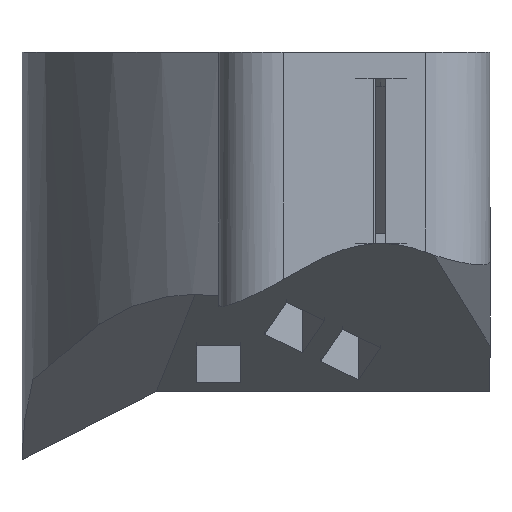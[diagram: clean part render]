
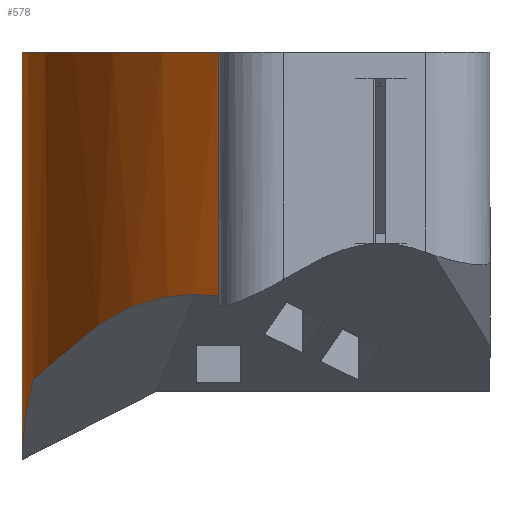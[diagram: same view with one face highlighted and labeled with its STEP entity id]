
A CAD part, left-side view. The second image highlights one B-rep face of the part: STEP entity #578.
In plain terms, the highlighted cylindrical face has radius 20.5 mm (diameter 41 mm), a partial arc.
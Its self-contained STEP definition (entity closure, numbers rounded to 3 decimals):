
#15 = ORIENTED_EDGE ( 'NONE', *, *, #1706, .F. ) ;
#23 = CARTESIAN_POINT ( 'NONE',  ( -20.371, -7.164, 12.625 ) ) ;
#42 = CARTESIAN_POINT ( 'NONE',  ( -17.616, -7.589, 14.681 ) ) ;
#61 =( BOUNDED_CURVE ( )  B_SPLINE_CURVE ( 3, ( #494, #42, #983, #23 ),
 .UNSPECIFIED., .F., .T. ) 
 B_SPLINE_CURVE_WITH_KNOTS ( ( 4, 4 ),
 ( 4.063, 4.267 ),
 .UNSPECIFIED. ) 
 CURVE ( )  GEOMETRIC_REPRESENTATION_ITEM ( )  RATIONAL_B_SPLINE_CURVE ( ( 1., 0.997, 0.997, 1. ) ) 
 REPRESENTATION_ITEM ( '' )  );
#62 = ORIENTED_EDGE ( 'NONE', *, *, #2376, .T. ) ;
#124 = CARTESIAN_POINT ( 'NONE',  ( -32.144, 0., 9.393 ) ) ;
#166 = CARTESIAN_POINT ( 'NONE',  ( -16.221, 12.911, 18.161 ) ) ;
#177 = EDGE_CURVE ( 'NONE', #2189, #2584, #1766, .T. ) ;
#179 = CARTESIAN_POINT ( 'NONE',  ( -30.063, -2.213, 9.464 ) ) ;
#304 = CARTESIAN_POINT ( 'NONE',  ( -32.144, 0., 0. ) ) ;
#400 = CARTESIAN_POINT ( 'NONE',  ( -27.779, -4.058, 10.101 ) ) ;
#453 = FACE_OUTER_BOUND ( 'NONE', #800, .T. ) ;
#465 = ORIENTED_EDGE ( 'NONE', *, *, #2123, .F. ) ;
#494 = CARTESIAN_POINT ( 'NONE',  ( -16.221, -7.589, 15.614 ) ) ;
#578 = ADVANCED_FACE ( 'NONE', ( #453 ), #2295, .T. ) ;
#582 = VERTEX_POINT ( 'NONE', #1627 ) ;
#618 = ORIENTED_EDGE ( 'NONE', *, *, #1372, .T. ) ;
#729 = EDGE_CURVE ( 'NONE', #582, #1811, #61, .T. ) ;
#746 = VERTEX_POINT ( 'NONE', #304 ) ;
#797 = DIRECTION ( 'NONE',  ( 0., 0., -1. ) ) ;
#800 = EDGE_LOOP ( 'NONE', ( #62, #2888, #618, #15, #465, #1225 ) ) ;
#853 = CARTESIAN_POINT ( 'NONE',  ( -22.647, -6.694, 12.23 ) ) ;
#875 = LINE ( 'NONE', #1338, #2202 ) ;
#885 = CARTESIAN_POINT ( 'NONE',  ( -31.357, -0.928, 9.328 ) ) ;
#983 = CARTESIAN_POINT ( 'NONE',  ( -19.004, -7.447, 13.682 ) ) ;
#1093 = CARTESIAN_POINT ( 'NONE',  ( -32.144, 0., 9.393 ) ) ;
#1104 =( BOUNDED_CURVE ( )  B_SPLINE_CURVE ( 3, ( #2221, #853, #2022, #2716 ),
 .UNSPECIFIED., .F., .T. ) 
 B_SPLINE_CURVE_WITH_KNOTS ( ( 4, 4 ),
 ( 3.345, 3.684 ),
 .UNSPECIFIED. ) 
 CURVE ( )  GEOMETRIC_REPRESENTATION_ITEM ( )  RATIONAL_B_SPLINE_CURVE ( ( 1., 0.99, 0.99, 1. ) ) 
 REPRESENTATION_ITEM ( '' )  );
#1112 = DIRECTION ( 'NONE',  ( 0., 0., -1. ) ) ;
#1123 = CARTESIAN_POINT ( 'NONE',  ( -30.721, -1.583, 9.371 ) ) ;
#1142 = CARTESIAN_POINT ( 'NONE',  ( -20.371, -7.164, 12.625 ) ) ;
#1149 = DIRECTION ( 'NONE',  ( 0., 0., -1. ) ) ;
#1225 = ORIENTED_EDGE ( 'NONE', *, *, #729, .T. ) ;
#1330 = CARTESIAN_POINT ( 'NONE',  ( -29.841, -2.413, 9.507 ) ) ;
#1338 = CARTESIAN_POINT ( 'NONE',  ( -32.144, 0., 18.161 ) ) ;
#1372 = EDGE_CURVE ( 'NONE', #2584, #746, #875, .T. ) ;
#1546 = CARTESIAN_POINT ( 'NONE',  ( -16.221, -7.589, 18.161 ) ) ;
#1574 = DIRECTION ( 'NONE',  ( 1., 0., 0. ) ) ;
#1627 = CARTESIAN_POINT ( 'NONE',  ( -16.221, -7.589, 15.614 ) ) ;
#1658 = AXIS2_PLACEMENT_3D ( 'NONE', #166, #2051, #2504 ) ;
#1706 = EDGE_CURVE ( 'NONE', #2469, #746, #2255, .T. ) ;
#1766 = B_SPLINE_CURVE_WITH_KNOTS ( 'NONE', 3,
 ( #1794, #400, #2294, #1330, #179, #2038, #1123, #885, #2067, #1093 ),
 .UNSPECIFIED., .F., .F.,
 ( 4, 2, 2, 2, 4 ),
 ( 0., 0.004, 0.005, 0.006, 0.007 ),
 .UNSPECIFIED. ) ;
#1794 = CARTESIAN_POINT ( 'NONE',  ( -26.801, -4.648, 10.513 ) ) ;
#1811 = VERTEX_POINT ( 'NONE', #1142 ) ;
#2022 = CARTESIAN_POINT ( 'NONE',  ( -24.81, -5.847, 11.52 ) ) ;
#2038 = CARTESIAN_POINT ( 'NONE',  ( -30.503, -1.798, 9.396 ) ) ;
#2051 = DIRECTION ( 'NONE',  ( 0., 0., -1. ) ) ;
#2067 = CARTESIAN_POINT ( 'NONE',  ( -31.76, -0.473, 9.341 ) ) ;
#2115 = LINE ( 'NONE', #1546, #2736 ) ;
#2123 = EDGE_CURVE ( 'NONE', #582, #2469, #2115, .T. ) ;
#2189 = VERTEX_POINT ( 'NONE', #2546 ) ;
#2198 = CARTESIAN_POINT ( 'NONE',  ( -16.221, 12.911, 0. ) ) ;
#2202 = VECTOR ( 'NONE', #1112, 1000. ) ;
#2221 = CARTESIAN_POINT ( 'NONE',  ( -20.371, -7.164, 12.625 ) ) ;
#2235 = CARTESIAN_POINT ( 'NONE',  ( -16.221, -7.589, 0. ) ) ;
#2255 = CIRCLE ( 'NONE', #2685, 20.5 ) ;
#2294 = CARTESIAN_POINT ( 'NONE',  ( -28.716, -3.384, 9.765 ) ) ;
#2295 = CYLINDRICAL_SURFACE ( 'NONE', #1658, 20.5 ) ;
#2376 = EDGE_CURVE ( 'NONE', #1811, #2189, #1104, .T. ) ;
#2469 = VERTEX_POINT ( 'NONE', #2235 ) ;
#2504 = DIRECTION ( 'NONE',  ( 1., 0., 0. ) ) ;
#2546 = CARTESIAN_POINT ( 'NONE',  ( -26.801, -4.648, 10.513 ) ) ;
#2584 = VERTEX_POINT ( 'NONE', #124 ) ;
#2685 = AXIS2_PLACEMENT_3D ( 'NONE', #2198, #797, #1574 ) ;
#2716 = CARTESIAN_POINT ( 'NONE',  ( -26.801, -4.648, 10.513 ) ) ;
#2736 = VECTOR ( 'NONE', #1149, 1000. ) ;
#2888 = ORIENTED_EDGE ( 'NONE', *, *, #177, .T. ) ;
